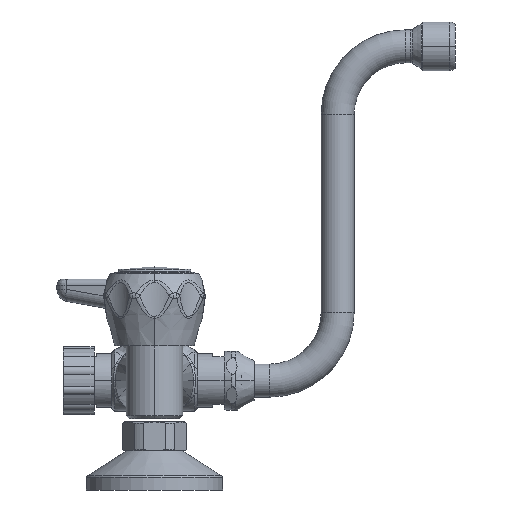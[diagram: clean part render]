
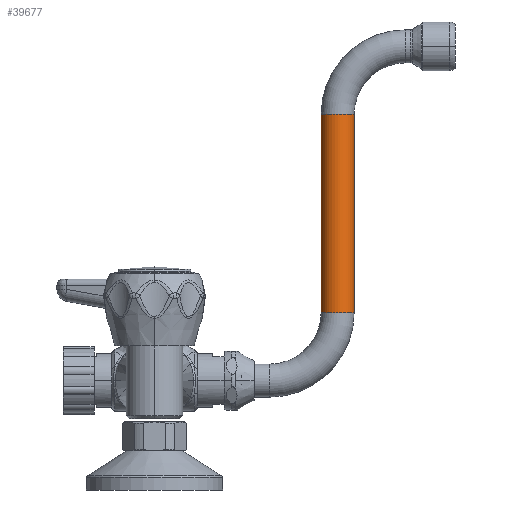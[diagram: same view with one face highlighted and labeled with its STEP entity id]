
A CAD part, left-side view. The second image highlights one B-rep face of the part: STEP entity #39677.
In plain terms, the highlighted cylindrical face has radius 8 mm (diameter 16 mm), a partial arc.
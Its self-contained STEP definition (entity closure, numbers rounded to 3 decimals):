
#11706=CARTESIAN_POINT('',(0.,-88.75,33.));
#11707=DIRECTION('',(0.,0.,-1.));
#11708=DIRECTION('',(0.,-1.,0.));
#11709=AXIS2_PLACEMENT_3D('',#11706,#11707,#11708);
#11716=CARTESIAN_POINT('',(0.,-88.75,129.));
#11717=DIRECTION('',(0.,0.,-1.));
#11718=DIRECTION('',(0.,-1.,0.));
#11719=AXIS2_PLACEMENT_3D('',#11716,#11717,#11718);
#11721=DIRECTION('',(0.,0.,-1.));
#11722=VECTOR('',#11721,96.);
#11723=CARTESIAN_POINT('',(0.,-96.75,129.));
#11724=LINE('',#11723,#11722);
#11778=DIRECTION('',(0.,0.,-1.));
#11779=VECTOR('',#11778,96.);
#11780=CARTESIAN_POINT('',(0.,-80.75,129.));
#11781=LINE('',#11780,#11779);
#15253=CARTESIAN_POINT('',(0.,-80.75,129.));
#15254=CARTESIAN_POINT('',(0.,-96.75,129.));
#15255=VERTEX_POINT('',#15253);
#15256=VERTEX_POINT('',#15254);
#15257=CARTESIAN_POINT('',(0.,-80.75,33.));
#15258=CARTESIAN_POINT('',(0.,-96.75,33.));
#15259=VERTEX_POINT('',#15257);
#15260=VERTEX_POINT('',#15258);
#39663=CARTESIAN_POINT('',(0.,-88.75,129.));
#39664=DIRECTION('',(0.,0.,-1.));
#39665=DIRECTION('',(0.,1.,0.));
#39666=AXIS2_PLACEMENT_3D('',#39663,#39664,#39665);
#39667=CYLINDRICAL_SURFACE('',#39666,8.);
#39669=ORIENTED_EDGE('',*,*,#39668,.F.);
#39671=ORIENTED_EDGE('',*,*,#39670,.T.);
#39672=ORIENTED_EDGE('',*,*,#39646,.T.);
#39674=ORIENTED_EDGE('',*,*,#39673,.F.);
#39675=EDGE_LOOP('',(#39669,#39671,#39672,#39674));
#39676=FACE_OUTER_BOUND('',#39675,.F.);
#39677=ADVANCED_FACE('',(#39676),#39667,.T.);
#11710=CIRCLE('',#11709,8.);
#11720=CIRCLE('',#11719,8.);
#39646=EDGE_CURVE('',#15260,#15259,#11710,.T.);
#39668=EDGE_CURVE('',#15256,#15255,#11720,.T.);
#39670=EDGE_CURVE('',#15256,#15260,#11724,.T.);
#39673=EDGE_CURVE('',#15255,#15259,#11781,.T.);
